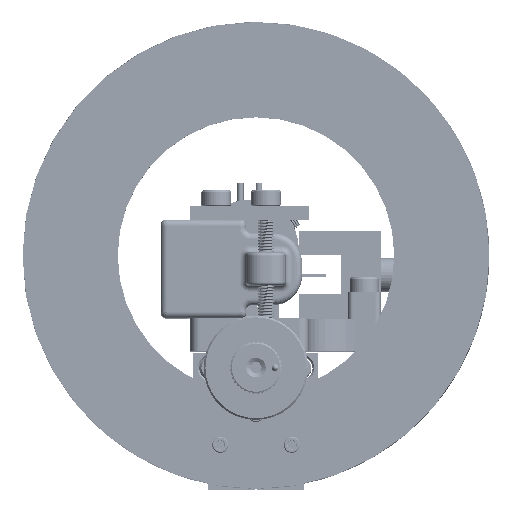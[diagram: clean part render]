
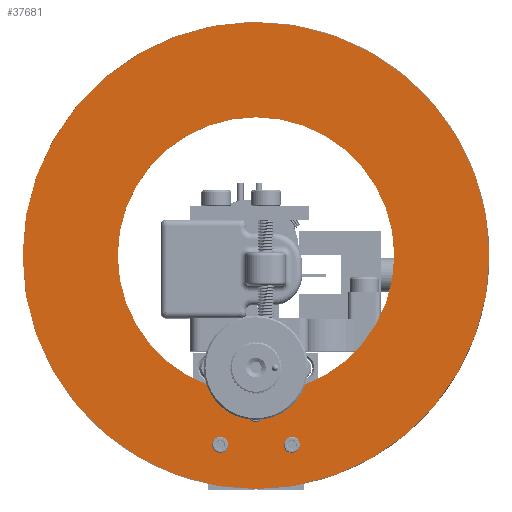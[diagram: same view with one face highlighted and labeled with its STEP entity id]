
A CAD part, top view. The second image highlights one B-rep face of the part: STEP entity #37681.
In plain terms, the highlighted planar face has unit normal (0, 0, 1).
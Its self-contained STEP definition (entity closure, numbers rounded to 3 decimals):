
#1057=FACE_BOUND('',#5445,.T.);
#1058=FACE_BOUND('',#5446,.T.);
#1059=FACE_BOUND('',#5447,.T.);
#1060=FACE_BOUND('',#5448,.T.);
#3229=FACE_OUTER_BOUND('',#5444,.T.);
#5444=EDGE_LOOP('',(#28698));
#5445=EDGE_LOOP('',(#28699));
#5446=EDGE_LOOP('',(#28700));
#5447=EDGE_LOOP('',(#28701));
#5448=EDGE_LOOP('',(#28702));
#8819=CIRCLE('',#40776,0.889);
#8821=CIRCLE('',#40779,0.889);
#8823=CIRCLE('',#40782,0.889);
#8825=CIRCLE('',#40787,21.05);
#8834=CIRCLE('',#40802,35.55);
#16401=VERTEX_POINT('',#63489);
#16403=VERTEX_POINT('',#63495);
#16405=VERTEX_POINT('',#63501);
#16415=VERTEX_POINT('',#63525);
#16426=VERTEX_POINT('',#63560);
#20926=EDGE_CURVE('',#16401,#16401,#8819,.T.);
#20929=EDGE_CURVE('',#16403,#16403,#8821,.T.);
#20932=EDGE_CURVE('',#16405,#16405,#8823,.T.);
#20943=EDGE_CURVE('',#16415,#16415,#8825,.T.);
#20961=EDGE_CURVE('',#16426,#16426,#8834,.T.);
#28698=ORIENTED_EDGE('',*,*,#20961,.T.);
#28699=ORIENTED_EDGE('',*,*,#20926,.T.);
#28700=ORIENTED_EDGE('',*,*,#20929,.T.);
#28701=ORIENTED_EDGE('',*,*,#20932,.T.);
#28702=ORIENTED_EDGE('',*,*,#20943,.T.);
#36418=PLANE('',#40804);
#37681=ADVANCED_FACE('',(#3229,#1057,#1058,#1059,#1060),#36418,.T.);
#40776=AXIS2_PLACEMENT_3D('',#63490,#46963,#46964);
#40779=AXIS2_PLACEMENT_3D('',#63496,#46970,#46971);
#40782=AXIS2_PLACEMENT_3D('',#63502,#46977,#46978);
#40787=AXIS2_PLACEMENT_3D('',#63526,#46996,#46997);
#40802=AXIS2_PLACEMENT_3D('',#63561,#47035,#47036);
#40804=AXIS2_PLACEMENT_3D('',#63564,#47040,#47041);
#46963=DIRECTION('center_axis',(0.,0.,-1.));
#46964=DIRECTION('ref_axis',(1.,0.,0.));
#46970=DIRECTION('center_axis',(0.,0.,-1.));
#46971=DIRECTION('ref_axis',(1.,0.,0.));
#46977=DIRECTION('center_axis',(0.,0.,-1.));
#46978=DIRECTION('ref_axis',(1.,0.,0.));
#46996=DIRECTION('center_axis',(0.,0.,-1.));
#46997=DIRECTION('ref_axis',(-1.,0.,0.));
#47035=DIRECTION('center_axis',(0.,0.,1.));
#47036=DIRECTION('ref_axis',(-1.,0.,0.));
#47040=DIRECTION('center_axis',(0.,0.,1.));
#47041=DIRECTION('ref_axis',(-1.,0.,0.));
#63489=CARTESIAN_POINT('',(-0.889,24.15,12.));
#63490=CARTESIAN_POINT('Origin',(0.,24.15,12.));
#63495=CARTESIAN_POINT('',(-6.339,28.838,12.));
#63496=CARTESIAN_POINT('Origin',(-5.45,28.838,12.));
#63501=CARTESIAN_POINT('',(4.561,28.838,12.));
#63502=CARTESIAN_POINT('Origin',(5.45,28.838,12.));
#63525=CARTESIAN_POINT('',(21.05,0.,12.));
#63526=CARTESIAN_POINT('Origin',(0.,0.,12.));
#63560=CARTESIAN_POINT('',(35.55,0.,12.));
#63561=CARTESIAN_POINT('Origin',(0.,0.,12.));
#63564=CARTESIAN_POINT('Origin',(0.,0.,12.));
